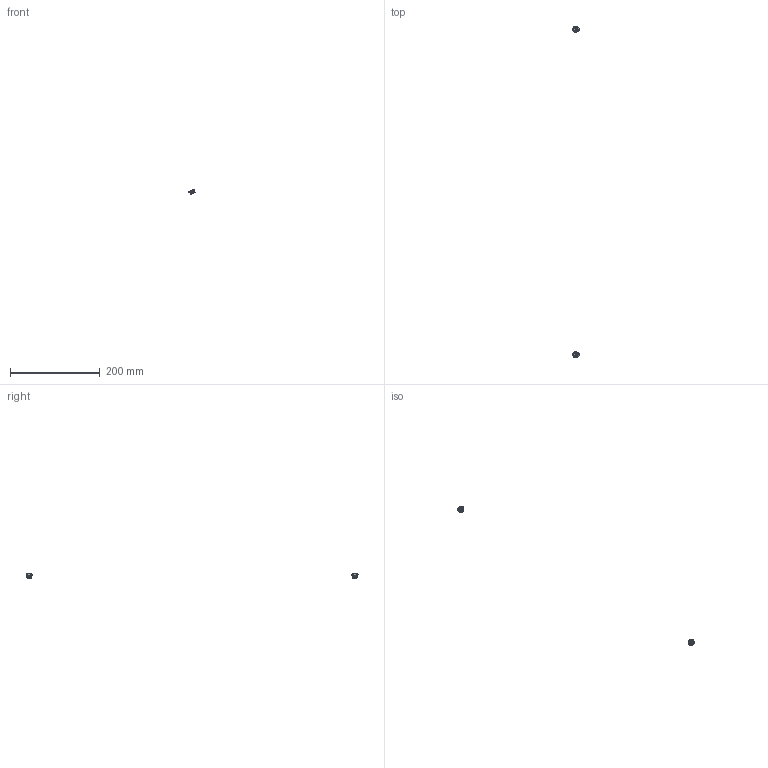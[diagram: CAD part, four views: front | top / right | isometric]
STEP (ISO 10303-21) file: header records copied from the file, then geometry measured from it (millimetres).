
FILE_DESCRIPTION(/* description */ ('VariCAD 2023-1.05 AP-214'),/* implementation_level */ '2;1');
FILE_NAME(/* name */ 'A2-3_railbuttons_brass.stp',/* time_stamp */ '2024-10-17T23:10:14+03:00',/* author */ (''),/* organization */ (''),/* preprocessor_version */ 'VariCAD 2023-1.05',/* originating_system */ 'VariCAD 2023-1.05; kernel version (20180118)',/* authorisation */ '');
FILE_SCHEMA(('AUTOMOTIVE_DESIGN'));
Length unit declared in the file: millimetre
Products named in the file (3): A2-3_railbuttons_brass
Assembly tree (2 placements, depth 2):
  A2-3_railbuttons_brass
    A2-3_railbuttons_brass
    A2-3_railbuttons_brass
Bounding box: 14.37 x 741.65 x 11.13 mm (x, y, z)
Volume: 961.3 mm3; surface area: 1351.2 mm2
Topology: 2 solids, 2 shells, 36 faces, 72 edges, 44 vertices
Faces by surface type: cylinder 14, torus 12, plane 6, cone 4
Entity records: 1147 total; most frequent: CARTESIAN_POINT 275, DIRECTION 198, ORIENTED_EDGE 144, AXIS2_PLACEMENT_3D 91, EDGE_CURVE 72, CIRCLE 48, EDGE_LOOP 44, VERTEX_POINT 44
